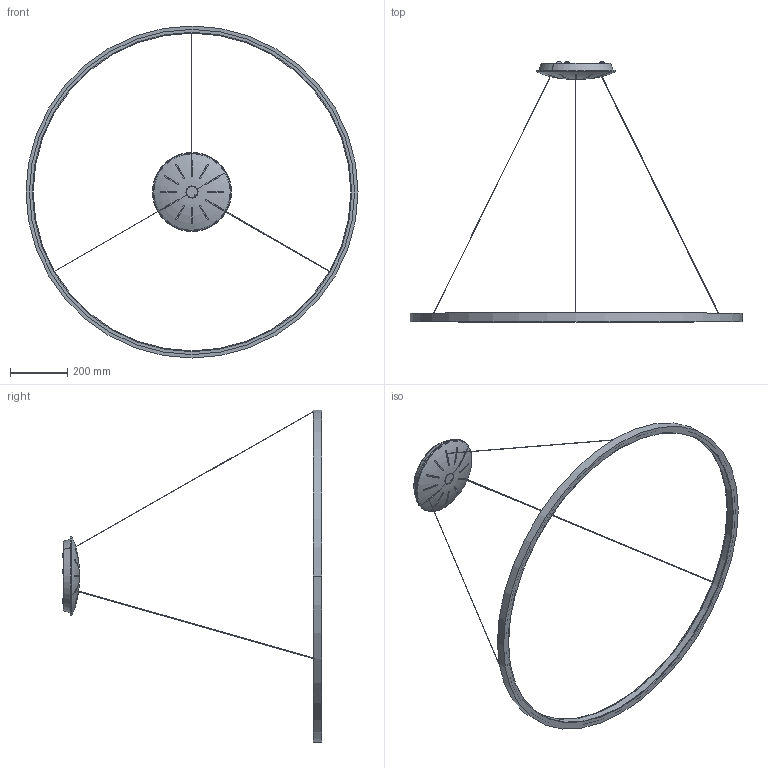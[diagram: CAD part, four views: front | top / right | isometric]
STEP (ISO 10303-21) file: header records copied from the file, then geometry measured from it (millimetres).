
FILE_DESCRIPTION (( 'STEP AP203' ), '1' );
FILE_NAME ('RS 10 1155._exported.step', '2025-02-09T07:20:13', ( '' ), ( '' ), 'SwSTEP 2.0', 'SolidWorks 2023', '' );
FILE_SCHEMA (( 'CONFIG_CONTROL_DESIGN' ));
Length unit declared in the file: millimetre
Products named in the file (1): RS 10 1155._exported
Bounding box: 1155 x 904 x 1155 mm (x, y, z)
Surface area: 821524.5 mm2 (no closed solid volume)
Topology: 0 solids, 22 shells, 164 faces, 600 edges, 434 vertices
Faces by surface type: cylinder 69, plane 51, torus 28, cone 14, sphere 2
Entity records: 8421 total; most frequent: CARTESIAN_POINT 3261, DIRECTION 1075, ORIENTED_EDGE 932, EDGE_CURVE 600, AXIS2_PLACEMENT_3D 452, VERTEX_POINT 434, CIRCLE 287, EDGE_LOOP 239
